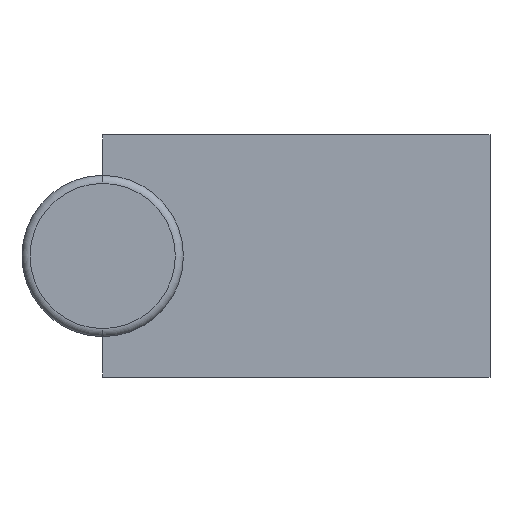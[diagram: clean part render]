
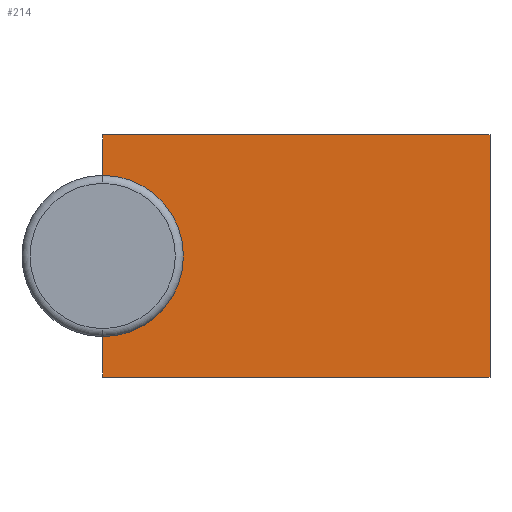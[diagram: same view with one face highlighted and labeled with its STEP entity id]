
A CAD part, left-side view. The second image highlights one B-rep face of the part: STEP entity #214.
In plain terms, the highlighted planar face has unit normal (-1, 0, 0).
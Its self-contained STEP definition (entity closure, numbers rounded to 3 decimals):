
#1 = VERTEX_POINT ( 'NONE', #514 ) ;
#6 = EDGE_CURVE ( 'NONE', #381, #336, #403, .T. ) ;
#7 = VERTEX_POINT ( 'NONE', #310 ) ;
#41 = EDGE_CURVE ( 'NONE', #1, #7, #188, .T. ) ;
#43 = DIRECTION ( 'NONE',  ( 0., -1., 0. ) ) ;
#54 = ORIENTED_EDGE ( 'NONE', *, *, #500, .T. ) ;
#55 = CARTESIAN_POINT ( 'NONE',  ( -5.25, 24., 7.5 ) ) ;
#88 = CARTESIAN_POINT ( 'NONE',  ( -5.25, 24., -7.5 ) ) ;
#96 = ORIENTED_EDGE ( 'NONE', *, *, #262, .T. ) ;
#103 = VERTEX_POINT ( 'NONE', #279 ) ;
#122 = FACE_OUTER_BOUND ( 'NONE', #506, .T. ) ;
#128 = DIRECTION ( 'NONE',  ( 0., 0., -1. ) ) ;
#147 = AXIS2_PLACEMENT_3D ( 'NONE', #211, #544, #128 ) ;
#168 = DIRECTION ( 'NONE',  ( 1., 0., 0. ) ) ;
#174 = CARTESIAN_POINT ( 'NONE',  ( -5.25, 24., -7.5 ) ) ;
#176 = CARTESIAN_POINT ( 'NONE',  ( -5.25, 24., -7.5 ) ) ;
#179 = DIRECTION ( 'NONE',  ( 0., 0., 1. ) ) ;
#183 = CARTESIAN_POINT ( 'NONE',  ( -5.25, 24., 7.5 ) ) ;
#188 = LINE ( 'NONE', #88, #265 ) ;
#205 = PLANE ( 'NONE',  #264 ) ;
#208 = DIRECTION ( 'NONE',  ( 0., 0., 1. ) ) ;
#211 = CARTESIAN_POINT ( 'NONE',  ( -5.25, 24., 0. ) ) ;
#214 = ADVANCED_FACE ( 'NONE', ( #122 ), #205, .F. ) ;
#238 = ORIENTED_EDGE ( 'NONE', *, *, #6, .F. ) ;
#242 = ORIENTED_EDGE ( 'NONE', *, *, #552, .F. ) ;
#248 = LINE ( 'NONE', #548, #577 ) ;
#262 = EDGE_CURVE ( 'NONE', #7, #336, #248, .T. ) ;
#264 = AXIS2_PLACEMENT_3D ( 'NONE', #584, #168, #294 ) ;
#265 = VECTOR ( 'NONE', #43, 1000. ) ;
#279 = CARTESIAN_POINT ( 'NONE',  ( -5.25, 24., 5. ) ) ;
#294 = DIRECTION ( 'NONE',  ( 0., 0., -1. ) ) ;
#310 = CARTESIAN_POINT ( 'NONE',  ( -5.25, 0., -7.5 ) ) ;
#336 = VERTEX_POINT ( 'NONE', #466 ) ;
#349 = LINE ( 'NONE', #176, #486 ) ;
#351 = VECTOR ( 'NONE', #208, 1000. ) ;
#381 = VERTEX_POINT ( 'NONE', #55 ) ;
#396 = CARTESIAN_POINT ( 'NONE',  ( -5.25, 24., -5. ) ) ;
#403 = LINE ( 'NONE', #183, #488 ) ;
#406 = ORIENTED_EDGE ( 'NONE', *, *, #41, .T. ) ;
#427 = VERTEX_POINT ( 'NONE', #396 ) ;
#429 = EDGE_CURVE ( 'NONE', #1, #427, #349, .T. ) ;
#437 = LINE ( 'NONE', #174, #351 ) ;
#446 = CIRCLE ( 'NONE', #147, 5. ) ;
#454 = DIRECTION ( 'NONE',  ( 0., -1., 0. ) ) ;
#466 = CARTESIAN_POINT ( 'NONE',  ( -5.25, 0., 7.5 ) ) ;
#486 = VECTOR ( 'NONE', #179, 1000. ) ;
#488 = VECTOR ( 'NONE', #454, 1000. ) ;
#500 = EDGE_CURVE ( 'NONE', #103, #427, #446, .T. ) ;
#506 = EDGE_LOOP ( 'NONE', ( #242, #54, #553, #406, #96, #238 ) ) ;
#514 = CARTESIAN_POINT ( 'NONE',  ( -5.25, 24., -7.5 ) ) ;
#544 = DIRECTION ( 'NONE',  ( 1., 0., 0. ) ) ;
#548 = CARTESIAN_POINT ( 'NONE',  ( -5.25, 0., -7.5 ) ) ;
#552 = EDGE_CURVE ( 'NONE', #103, #381, #437, .T. ) ;
#553 = ORIENTED_EDGE ( 'NONE', *, *, #429, .F. ) ;
#577 = VECTOR ( 'NONE', #594, 1000. ) ;
#584 = CARTESIAN_POINT ( 'NONE',  ( -5.25, 24., -7.5 ) ) ;
#594 = DIRECTION ( 'NONE',  ( 0., 0., 1. ) ) ;
